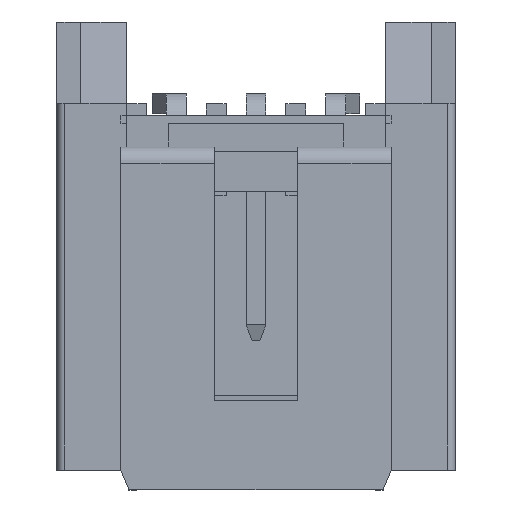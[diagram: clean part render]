
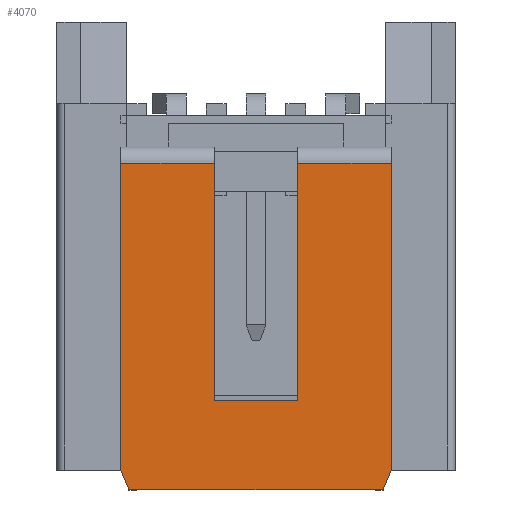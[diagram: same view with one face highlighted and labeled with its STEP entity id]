
A CAD part, top view. The second image highlights one B-rep face of the part: STEP entity #4070.
In plain terms, the highlighted planar face has unit normal (0, 0, 1).
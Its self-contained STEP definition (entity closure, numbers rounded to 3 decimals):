
#210=FACE_OUTER_BOUND('',#431,.T.);
#431=EDGE_LOOP('',(#3213,#3214,#3215,#3216,#3217,#3218,#3219,#3220,#3221,
#3222));
#696=LINE('',#5744,#1228);
#706=LINE('',#5768,#1238);
#723=LINE('',#5800,#1255);
#724=LINE('',#5805,#1256);
#727=LINE('',#5811,#1259);
#729=LINE('',#5815,#1261);
#732=LINE('',#5821,#1264);
#920=LINE('',#6226,#1452);
#922=LINE('',#6229,#1454);
#923=LINE('',#6231,#1455);
#1228=VECTOR('',#4628,5.945);
#1238=VECTOR('',#4648,5.945);
#1255=VECTOR('',#4669,2.34);
#1256=VECTOR('',#4676,2.34);
#1259=VECTOR('',#4681,7.7);
#1261=VECTOR('',#4685,0.539);
#1264=VECTOR('',#4690,6.38);
#1452=VECTOR('',#5042,0.539);
#1454=VECTOR('',#5046,7.7);
#1455=VECTOR('',#5049,2.1);
#1757=VERTEX_POINT('',#5741);
#1758=VERTEX_POINT('',#5743);
#1766=VERTEX_POINT('',#5765);
#1767=VERTEX_POINT('',#5767);
#1780=VERTEX_POINT('',#5799);
#1781=VERTEX_POINT('',#5803);
#1782=VERTEX_POINT('',#5807);
#1784=VERTEX_POINT('',#5814);
#1786=VERTEX_POINT('',#5820);
#1921=VERTEX_POINT('',#6225);
#2147=EDGE_CURVE('',#1758,#1757,#696,.T.);
#2159=EDGE_CURVE('',#1766,#1767,#706,.T.);
#2176=EDGE_CURVE('',#1758,#1780,#723,.T.);
#2179=EDGE_CURVE('',#1781,#1766,#724,.T.);
#2182=EDGE_CURVE('',#1780,#1782,#727,.T.);
#2184=EDGE_CURVE('',#1782,#1784,#729,.T.);
#2187=EDGE_CURVE('',#1786,#1784,#732,.T.);
#2394=EDGE_CURVE('',#1921,#1786,#920,.T.);
#2396=EDGE_CURVE('',#1781,#1921,#922,.T.);
#2397=EDGE_CURVE('',#1767,#1757,#923,.T.);
#3213=ORIENTED_EDGE('',*,*,#2147,.T.);
#3214=ORIENTED_EDGE('',*,*,#2397,.F.);
#3215=ORIENTED_EDGE('',*,*,#2159,.F.);
#3216=ORIENTED_EDGE('',*,*,#2179,.F.);
#3217=ORIENTED_EDGE('',*,*,#2396,.T.);
#3218=ORIENTED_EDGE('',*,*,#2394,.T.);
#3219=ORIENTED_EDGE('',*,*,#2187,.T.);
#3220=ORIENTED_EDGE('',*,*,#2184,.F.);
#3221=ORIENTED_EDGE('',*,*,#2182,.F.);
#3222=ORIENTED_EDGE('',*,*,#2176,.F.);
#3864=PLANE('',#4336);
#4070=ADVANCED_FACE('',(#210),#3864,.T.);
#4336=AXIS2_PLACEMENT_3D('',#6230,#5047,#5048);
#4628=DIRECTION('',(0.,-1.,0.));
#4648=DIRECTION('',(0.,-1.,0.));
#4669=DIRECTION('',(1.,0.,0.));
#4676=DIRECTION('',(1.,0.,0.));
#4681=DIRECTION('',(0.,-1.,0.));
#4685=DIRECTION('',(-0.371,-0.928,0.));
#4690=DIRECTION('',(1.,0.,0.));
#5042=DIRECTION('',(0.371,-0.928,0.));
#5046=DIRECTION('',(0.,-1.,0.));
#5047=DIRECTION('center_axis',(0.,0.,1.));
#5048=DIRECTION('ref_axis',(0.,-1.,0.));
#5049=DIRECTION('',(1.,0.,0.));
#5741=CARTESIAN_POINT('',(1.05,-7.445,6.7));
#5743=CARTESIAN_POINT('',(1.05,-1.5,6.7));
#5744=CARTESIAN_POINT('',(1.05,-1.5,6.7));
#5765=CARTESIAN_POINT('',(-1.05,-1.5,6.7));
#5767=CARTESIAN_POINT('',(-1.05,-7.445,6.7));
#5768=CARTESIAN_POINT('',(-1.05,-1.5,6.7));
#5799=CARTESIAN_POINT('',(3.39,-1.5,6.7));
#5800=CARTESIAN_POINT('',(1.05,-1.5,6.7));
#5803=CARTESIAN_POINT('',(-3.39,-1.5,6.7));
#5805=CARTESIAN_POINT('',(-3.39,-1.5,6.7));
#5807=CARTESIAN_POINT('',(3.39,-9.2,6.7));
#5811=CARTESIAN_POINT('',(3.39,-1.5,6.7));
#5814=CARTESIAN_POINT('',(3.19,-9.7,6.7));
#5815=CARTESIAN_POINT('',(3.39,-9.2,6.7));
#5820=CARTESIAN_POINT('',(-3.19,-9.7,6.7));
#5821=CARTESIAN_POINT('',(-3.19,-9.7,6.7));
#6225=CARTESIAN_POINT('',(-3.39,-9.2,6.7));
#6226=CARTESIAN_POINT('',(-3.39,-9.2,6.7));
#6229=CARTESIAN_POINT('',(-3.39,-1.5,6.7));
#6230=CARTESIAN_POINT('Origin',(-3.39,-1.5,6.7));
#6231=CARTESIAN_POINT('',(-1.05,-7.445,6.7));
